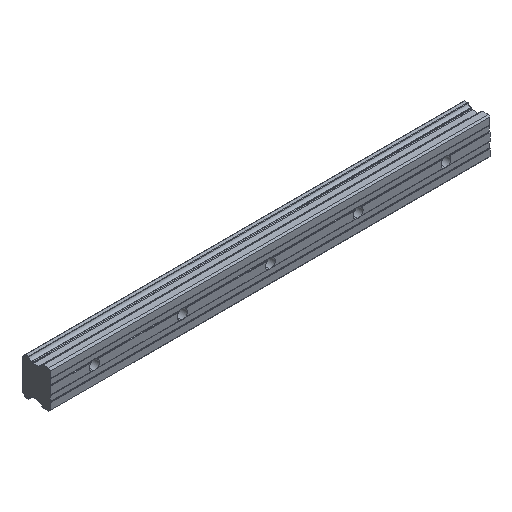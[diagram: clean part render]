
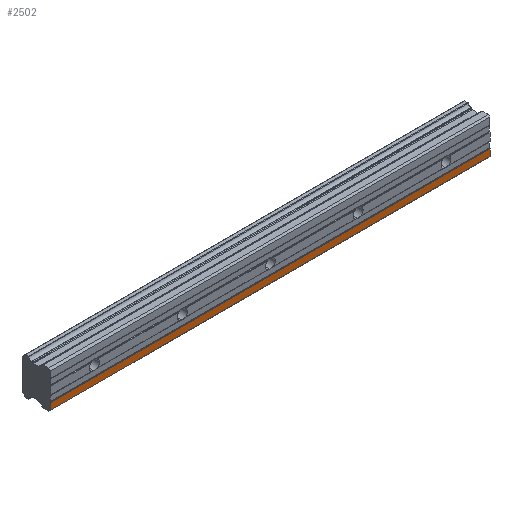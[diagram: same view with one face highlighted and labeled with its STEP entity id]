
A CAD part, isometric view. The second image highlights one B-rep face of the part: STEP entity #2502.
In plain terms, the highlighted planar face has unit normal (0, -1, 0).
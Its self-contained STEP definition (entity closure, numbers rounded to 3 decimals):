
#119 = EDGE_CURVE ( 'NONE', #1599, #3332, #2422, .T. ) ;
#278 = CARTESIAN_POINT ( 'NONE',  ( -40., 0., -15.5 ) ) ;
#409 = CARTESIAN_POINT ( 'NONE',  ( 360., 0., -15.5 ) ) ;
#411 = EDGE_LOOP ( 'NONE', ( #1973, #2048, #1723, #2506 ) ) ;
#434 = VECTOR ( 'NONE', #3475, 1000. ) ;
#445 = VECTOR ( 'NONE', #3144, 1000. ) ;
#510 = EDGE_CURVE ( 'NONE', #3332, #2156, #756, .T. ) ;
#629 = LINE ( 'NONE', #1994, #2801 ) ;
#756 = LINE ( 'NONE', #409, #2798 ) ;
#881 = EDGE_CURVE ( 'NONE', #1775, #2156, #2091, .T. ) ;
#1040 = EDGE_CURVE ( 'NONE', #1599, #1775, #629, .T. ) ;
#1135 = AXIS2_PLACEMENT_3D ( 'NONE', #1251, #1774, #1995 ) ;
#1227 = DIRECTION ( 'NONE',  ( 1., 0., 0. ) ) ;
#1251 = CARTESIAN_POINT ( 'NONE',  ( 360., 0., -9.5 ) ) ;
#1442 = CARTESIAN_POINT ( 'NONE',  ( -40., 0., -9.5 ) ) ;
#1599 = VERTEX_POINT ( 'NONE', #1442 ) ;
#1600 = CARTESIAN_POINT ( 'NONE',  ( -40., 0., 16.739 ) ) ;
#1723 = ORIENTED_EDGE ( 'NONE', *, *, #1040, .F. ) ;
#1774 = DIRECTION ( 'NONE',  ( 0., 1., 0. ) ) ;
#1775 = VERTEX_POINT ( 'NONE', #1777 ) ;
#1777 = CARTESIAN_POINT ( 'NONE',  ( 360., 0., -9.5 ) ) ;
#1948 = CARTESIAN_POINT ( 'NONE',  ( 360., 0., -15.5 ) ) ;
#1973 = ORIENTED_EDGE ( 'NONE', *, *, #510, .T. ) ;
#1994 = CARTESIAN_POINT ( 'NONE',  ( 360., 0., -9.5 ) ) ;
#1995 = DIRECTION ( 'NONE',  ( 0., 0., 1. ) ) ;
#2048 = ORIENTED_EDGE ( 'NONE', *, *, #881, .F. ) ;
#2091 = LINE ( 'NONE', #2417, #445 ) ;
#2156 = VERTEX_POINT ( 'NONE', #1948 ) ;
#2308 = FACE_OUTER_BOUND ( 'NONE', #411, .T. ) ;
#2417 = CARTESIAN_POINT ( 'NONE',  ( 360., 0., 16.739 ) ) ;
#2422 = LINE ( 'NONE', #1600, #434 ) ;
#2502 = ADVANCED_FACE ( 'NONE', ( #2308 ), #2776, .F. ) ;
#2506 = ORIENTED_EDGE ( 'NONE', *, *, #119, .T. ) ;
#2776 = PLANE ( 'NONE',  #1135 ) ;
#2798 = VECTOR ( 'NONE', #1227, 1000. ) ;
#2801 = VECTOR ( 'NONE', #3012, 1000. ) ;
#3012 = DIRECTION ( 'NONE',  ( 1., 0., 0. ) ) ;
#3144 = DIRECTION ( 'NONE',  ( 0., 0., -1. ) ) ;
#3332 = VERTEX_POINT ( 'NONE', #278 ) ;
#3475 = DIRECTION ( 'NONE',  ( 0., 0., -1. ) ) ;
